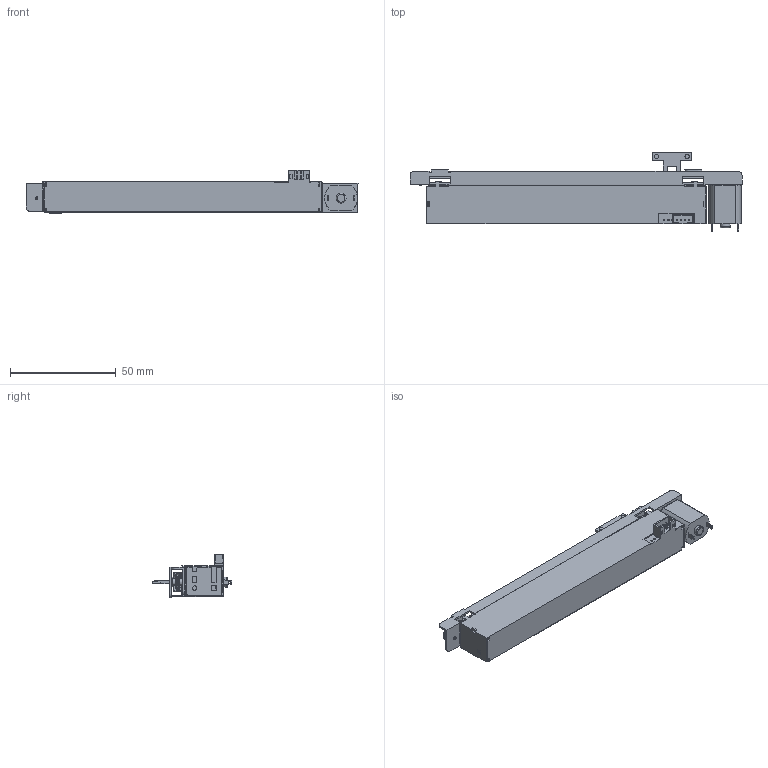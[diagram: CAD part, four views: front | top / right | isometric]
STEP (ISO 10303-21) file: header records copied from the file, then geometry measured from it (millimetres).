
FILE_DESCRIPTION((''),'2;1');
FILE_NAME('PSL01-1082A-RC.STP','2020-03-18T09:29:04',('kak13012'),(''),'Autodesk Inventor 2010','Autodesk Inventor 2010','');
FILE_SCHEMA(('AUTOMOTIVE_DESIGN { 1 0 10303 214 1 1 1 1 }'));
Length unit declared in the file: millimetre
Products named in the file (1): PSL01-1082A-RC.STP
Bounding box: 157 x 37.51 x 20.59 mm (x, y, z)
Volume: 40758.1 mm3; surface area: 22580.9 mm2
Topology: 1 solids, 33 shells, 2721 faces, 7915 edges, 5232 vertices
Faces by surface type: bspline 1032, plane 1006, cylinder 658, cone 13, torus 9, sphere 3
Full cylindrical faces by diameter (mm): 0.5 x2, 0.6 x1, 0.8 x7, 1.2 x2, 1.4 x1, 1.42 x1, 1.45 x1, 1.5 x1, 1.9 x8, 2 x8, 2.8 x1, 3 x4, 3.5 x1, 4 x1, 4.6 x2, 4.7 x2, 4.9 x1, 6 x2, 7.6 x2
Entity records: 100187 total; most frequent: CARTESIAN_POINT 27259, ORIENTED_EDGE 15672, DIRECTION 13425, EDGE_CURVE 7836, VECTOR 5477, LINE 5477, VERTEX_POINT 5219, AXIS2_PLACEMENT_3D 3974
